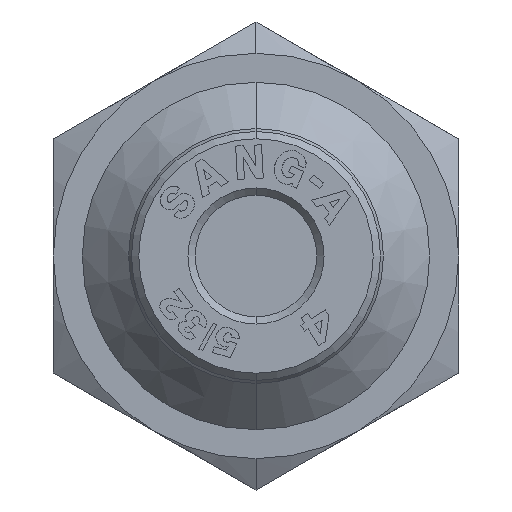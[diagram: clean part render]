
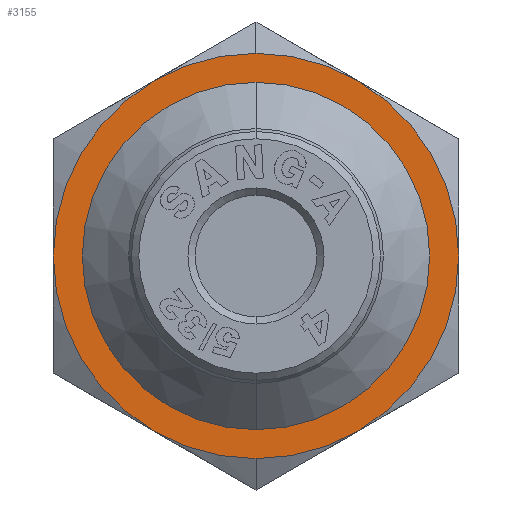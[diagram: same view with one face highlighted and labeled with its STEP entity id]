
A CAD part, left-side view. The second image highlights one B-rep face of the part: STEP entity #3155.
In plain terms, the highlighted planar face has unit normal (-1, 0, 0).
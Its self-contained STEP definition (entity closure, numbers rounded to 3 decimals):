
#363=CARTESIAN_POINT('',(-3.15,0.0,6.01));
#364=VERTEX_POINT('',#363);
#372=CARTESIAN_POINT('',(-3.15,0.,-5.99));
#373=VERTEX_POINT('',#372);
#380=CARTESIAN_POINT('',(-3.15,0.0,0.01));
#381=DIRECTION('',(1.0,0.0,0.0));
#382=DIRECTION('',(0.0,0.0,1.0));
#383=AXIS2_PLACEMENT_3D('',#380,#381,#382);
#384=CIRCLE('',#383,6.);
#385=EDGE_CURVE('',#364,#373,#384,.T.);
#2209=CARTESIAN_POINT('',(-3.15,0.,-6.99));
#2210=VERTEX_POINT('',#2209);
#2219=CARTESIAN_POINT('',(-3.15,3.5,-6.052));
#2220=VERTEX_POINT('',#2219);
#2221=CARTESIAN_POINT('',(-3.15,0.0,0.01));
#2222=DIRECTION('',(-1.0,0.0,0.0));
#2223=DIRECTION('',(0.0,0.0,1.0));
#2224=AXIS2_PLACEMENT_3D('',#2221,#2222,#2223);
#2225=CIRCLE('',#2224,7.);
#2226=EDGE_CURVE('',#2220,#2210,#2225,.T.);
#2251=CARTESIAN_POINT('',(-3.15,0.,7.01));
#2252=VERTEX_POINT('',#2251);
#2259=CARTESIAN_POINT('',(-3.15,3.5,6.072));
#2260=VERTEX_POINT('',#2259);
#2274=CARTESIAN_POINT('',(-3.15,0.0,0.01));
#2275=DIRECTION('',(-1.0,0.0,0.0));
#2276=DIRECTION('',(0.0,0.0,1.0));
#2277=AXIS2_PLACEMENT_3D('',#2274,#2275,#2276);
#2278=CIRCLE('',#2277,7.);
#2279=EDGE_CURVE('',#2252,#2260,#2278,.T.);
#3086=CARTESIAN_POINT('',(-3.15,0.0,0.01));
#3087=DIRECTION('',(1.0,0.0,0.0));
#3088=DIRECTION('',(0.0,0.0,-1.0));
#3089=AXIS2_PLACEMENT_3D('',#3086,#3087,#3088);
#3090=PLANE('',#3089);
#3091=CARTESIAN_POINT('',(-3.15,7.,0.01));
#3092=VERTEX_POINT('',#3091);
#3093=CARTESIAN_POINT('',(-3.15,0.0,0.01));
#3094=DIRECTION('',(-1.0,0.0,0.0));
#3095=DIRECTION('',(0.0,0.0,1.0));
#3096=AXIS2_PLACEMENT_3D('',#3093,#3094,#3095);
#3097=CIRCLE('',#3096,7.);
#3098=EDGE_CURVE('',#2260,#3092,#3097,.T.);
#3099=ORIENTED_EDGE('',*,*,#3098,.T.);
#3100=CARTESIAN_POINT('',(-3.15,0.0,0.01));
#3101=DIRECTION('',(-1.0,0.0,0.0));
#3102=DIRECTION('',(0.0,0.0,1.0));
#3103=AXIS2_PLACEMENT_3D('',#3100,#3101,#3102);
#3104=CIRCLE('',#3103,7.);
#3105=EDGE_CURVE('',#3092,#2220,#3104,.T.);
#3106=ORIENTED_EDGE('',*,*,#3105,.T.);
#3107=ORIENTED_EDGE('',*,*,#2226,.T.);
#3108=CARTESIAN_POINT('',(-3.15,-3.5,-6.052));
#3109=VERTEX_POINT('',#3108);
#3110=CARTESIAN_POINT('',(-3.15,0.0,0.01));
#3111=DIRECTION('',(-1.0,0.0,0.0));
#3112=DIRECTION('',(0.0,0.0,1.0));
#3113=AXIS2_PLACEMENT_3D('',#3110,#3111,#3112);
#3114=CIRCLE('',#3113,7.);
#3115=EDGE_CURVE('',#2210,#3109,#3114,.T.);
#3116=ORIENTED_EDGE('',*,*,#3115,.T.);
#3117=CARTESIAN_POINT('',(-3.15,-7.,0.01));
#3118=VERTEX_POINT('',#3117);
#3119=CARTESIAN_POINT('',(-3.15,0.0,0.01));
#3120=DIRECTION('',(-1.0,0.0,0.0));
#3121=DIRECTION('',(0.0,0.0,1.0));
#3122=AXIS2_PLACEMENT_3D('',#3119,#3120,#3121);
#3123=CIRCLE('',#3122,7.);
#3124=EDGE_CURVE('',#3109,#3118,#3123,.T.);
#3125=ORIENTED_EDGE('',*,*,#3124,.T.);
#3126=CARTESIAN_POINT('',(-3.15,-3.5,6.072));
#3127=VERTEX_POINT('',#3126);
#3128=CARTESIAN_POINT('',(-3.15,0.0,0.01));
#3129=DIRECTION('',(-1.0,0.0,0.0));
#3130=DIRECTION('',(0.0,0.0,1.0));
#3131=AXIS2_PLACEMENT_3D('',#3128,#3129,#3130);
#3132=CIRCLE('',#3131,7.);
#3133=EDGE_CURVE('',#3118,#3127,#3132,.T.);
#3134=ORIENTED_EDGE('',*,*,#3133,.T.);
#3135=CARTESIAN_POINT('',(-3.15,0.0,0.01));
#3136=DIRECTION('',(-1.0,0.0,0.0));
#3137=DIRECTION('',(0.0,0.0,1.0));
#3138=AXIS2_PLACEMENT_3D('',#3135,#3136,#3137);
#3139=CIRCLE('',#3138,7.);
#3140=EDGE_CURVE('',#3127,#2252,#3139,.T.);
#3141=ORIENTED_EDGE('',*,*,#3140,.T.);
#3142=ORIENTED_EDGE('',*,*,#2279,.T.);
#3143=EDGE_LOOP('',(#3099,#3106,#3107,#3116,#3125,#3134,#3141,#3142));
#3144=FACE_OUTER_BOUND('',#3143,.T.);
#3145=ORIENTED_EDGE('',*,*,#385,.T.);
#3146=CARTESIAN_POINT('',(-3.15,0.0,0.01));
#3147=DIRECTION('',(1.0,0.0,0.0));
#3148=DIRECTION('',(0.0,0.0,1.0));
#3149=AXIS2_PLACEMENT_3D('',#3146,#3147,#3148);
#3150=CIRCLE('',#3149,6.);
#3151=EDGE_CURVE('',#373,#364,#3150,.T.);
#3152=ORIENTED_EDGE('',*,*,#3151,.T.);
#3153=EDGE_LOOP('',(#3145,#3152));
#3154=FACE_BOUND('',#3153,.T.);
#3155=ADVANCED_FACE('',(#3144,#3154),#3090,.F.);
